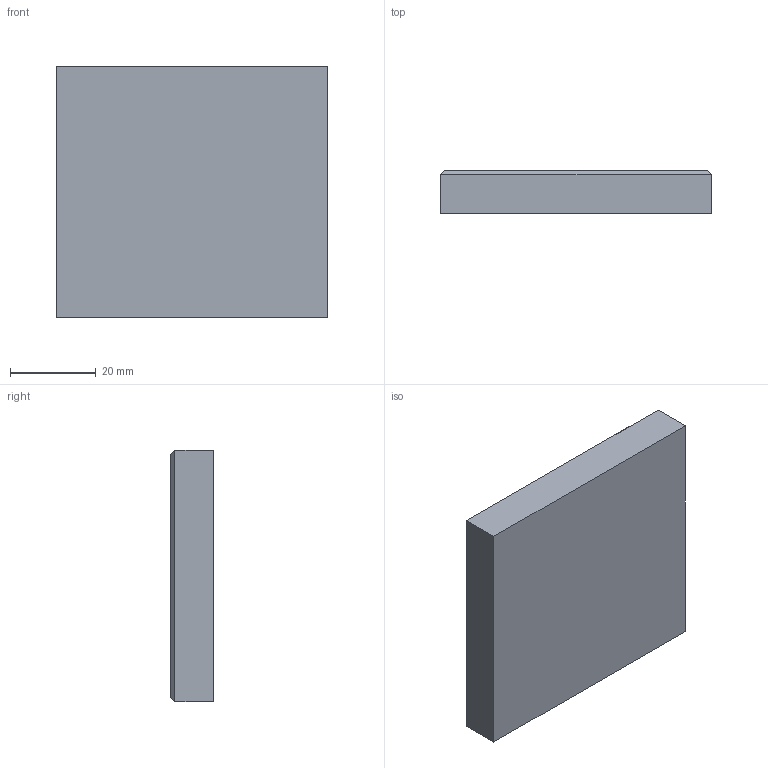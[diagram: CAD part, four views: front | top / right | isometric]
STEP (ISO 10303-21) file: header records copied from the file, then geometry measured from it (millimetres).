
FILE_DESCRIPTION (( 'STEP AP203' ), '1' );
FILE_NAME ('chamfers.STEP', '2014-02-17T20:33:31', ( 'stan' ), ( '' ), 'SwSTEP 2.0', 'SolidWorks 2012', '' );
FILE_SCHEMA (( 'CONFIG_CONTROL_DESIGN' ));
Length unit declared in the file: millimetre
Products named in the file (1): chamfers
Bounding box: 63.12 x 10 x 58.67 mm (x, y, z)
Volume: 36917.5 mm3; surface area: 9699.2 mm2
Topology: 1 solids, 1 shells, 10 faces, 20 edges, 12 vertices
Faces by surface type: plane 10
Entity records: 329 total; most frequent: CARTESIAN_POINT 43, DIRECTION 42, ORIENTED_EDGE 40, EDGE_CURVE 20, LINE 20, VECTOR 20, VERTEX_POINT 12, AXIS2_PLACEMENT_3D 11
